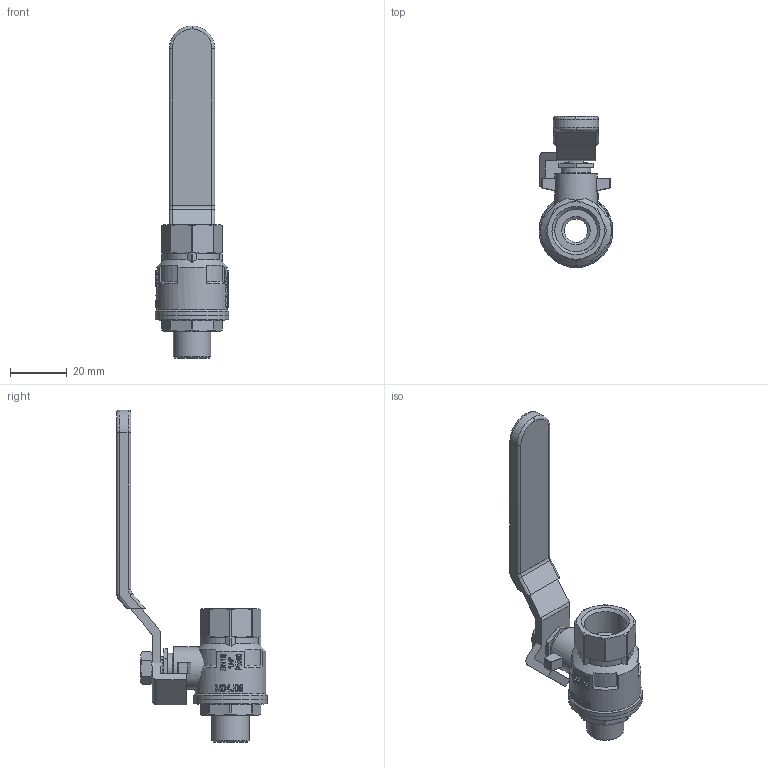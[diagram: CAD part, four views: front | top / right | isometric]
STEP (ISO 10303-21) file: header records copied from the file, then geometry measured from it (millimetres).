
FILE_DESCRIPTION(/* description */ ('Unknown'),/* implementation_level */ '2;1');
FILE_NAME(/* name */ '610-02',/* time_stamp */ '2022-03-16T12:02:32+01:00',/* author */ ('Unknown'),/* organization */ ('Unknown'),/* preprocessor_version */ 'ST-DEVELOPER v16.7',/* originating_system */ 'Solid Edge',/* authorisation */ 'Unknown');
FILE_SCHEMA (('AUTOMOTIVE_DESIGN {1 0 10303 214 3 1 1}'));
Length unit declared in the file: millimetre
Products named in the file (11): 2.142.010; Stahlgriff 1_4 - 3_4; Stahlgriff-n; Stahlgriff-u; 610-02; 610-02_Einschraubteil; 600-02_Körper; 600-02_Spindel; 600-1_4-Stopfbuchse; 600-1_4-Spindel; Mutter_M6
Assembly tree (10 placements, depth 4):
  2.142.010
    Stahlgriff 1_4 - 3_4
      Stahlgriff-n
      Stahlgriff-u
    610-02
      610-02_Einschraubteil
      600-02_Körper
      600-02_Spindel
        600-1_4-Stopfbuchse
        600-1_4-Spindel
    Mutter_M6
Bounding box: 26 x 53.1 x 117 mm (x, y, z)
Volume: 18601.2 mm3; surface area: 19410 mm2
Topology: 7 solids, 7 shells, 1264 faces, 3518 edges, 2331 vertices
Faces by surface type: plane 1044, cylinder 139, cone 70, bspline 8, sphere 2, torus 1
Full cylindrical faces by diameter (mm): 5 x1, 6.3 x1, 8 x2, 8.1 x1, 8.16 x1, 8.3 x1, 9 x1, 10 x3, 10.2 x1, 10.5 x1, 12 x1, 13.157 x1, 14.95 x1, 15 x1, 16 x2, 20.5 x1, 20.51 x1, 22 x1, 22.5 x1, 25 x1, 26 x2
Entity records: 52081 total; most frequent: CARTESIAN_POINT 10608, DIRECTION 7619, ORIENTED_EDGE 6916, EDGE_CURVE 3458, AXIS2_PLACEMENT_3D 3050, VERTEX_POINT 2316, LINE 1519, VECTOR 1519
